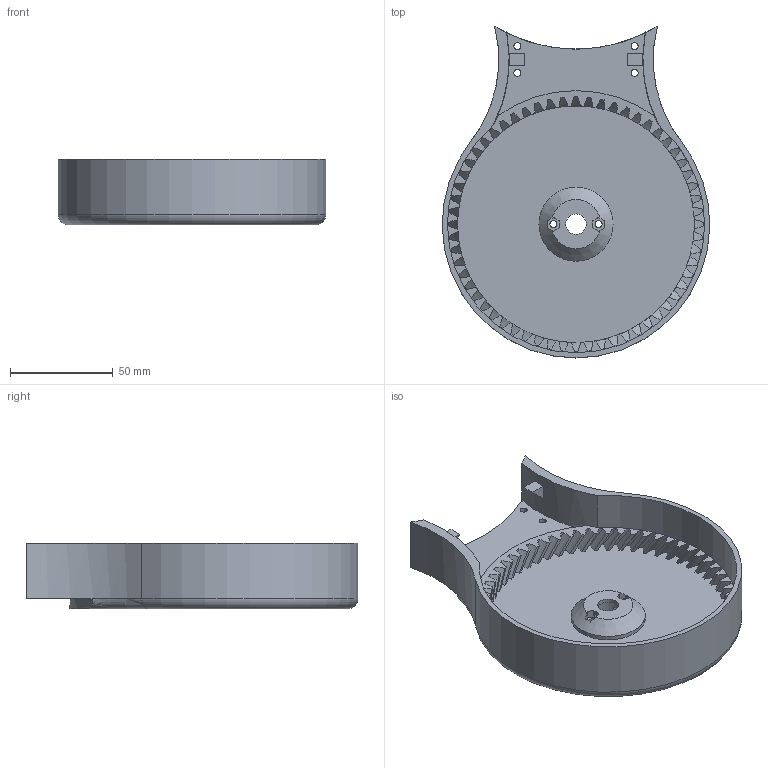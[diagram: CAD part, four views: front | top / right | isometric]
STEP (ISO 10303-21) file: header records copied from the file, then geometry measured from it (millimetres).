
FILE_DESCRIPTION(('FreeCAD Model'),'2;1');
FILE_NAME('Open CASCADE Shape Model','2021-08-02T22:16:29',('Author'),( ''),'Open CASCADE STEP processor 7.5','FreeCAD','Unknown');
FILE_SCHEMA(('AUTOMOTIVE_DESIGN { 1 0 10303 214 1 1 1 1 }'));
Length unit declared in the file: millimetre
Products named in the file (1): Art2BodyA_Splitted_A
Bounding box: 129.96 x 161.27 x 32 mm (x, y, z)
Volume: 102895.4 mm3; surface area: 62185.8 mm2
Topology: 1 solids, 1 shells, 302 faces, 893 edges, 595 vertices
Faces by surface type: bspline 240, plane 39, cylinder 19, torus 3, cone 1
Full cylindrical faces by diameter (mm): 3.4 x6, 8.4 x1, 10 x1, 16.4 x1, 36 x1
Entity records: 44215 total; most frequent: CARTESIAN_POINT 29896, ORIENTED_EDGE 1786, PCURVE 1786, DEFINITIONAL_REPRESENTATION 1786, B_SPLINE_CURVE_WITH_KNOTS 1455, DIRECTION 1396, LINE 1082, VECTOR 1082
